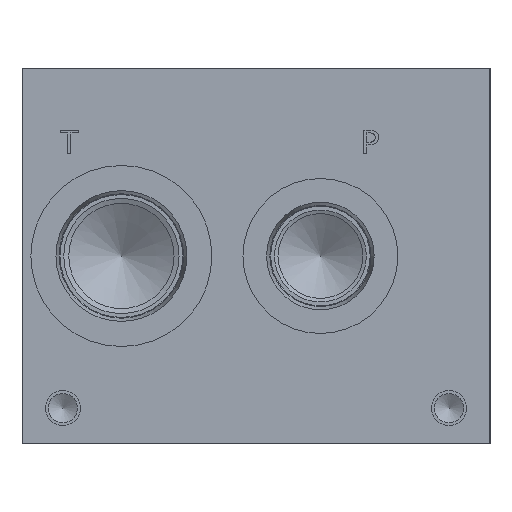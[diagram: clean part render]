
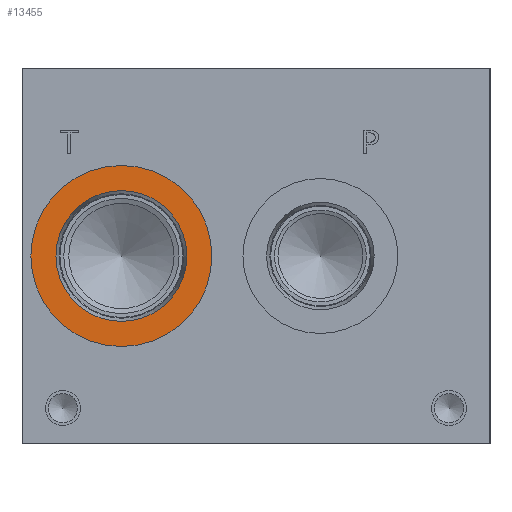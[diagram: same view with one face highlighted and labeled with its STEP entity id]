
A CAD part, left-side view. The second image highlights one B-rep face of the part: STEP entity #13455.
In plain terms, the highlighted planar face has unit normal (-1, 0, 0).
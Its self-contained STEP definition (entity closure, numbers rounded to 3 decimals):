
#333=CIRCLE('',#14165,24.562);
#334=CIRCLE('',#14166,24.562);
#335=CIRCLE('',#14168,17.755);
#336=CIRCLE('',#14169,17.755);
#657=FACE_BOUND('',#2421,.T.);
#1055=PLANE('',#14167);
#1640=FACE_OUTER_BOUND('',#2420,.T.);
#2420=EDGE_LOOP('',(#11497,#11498));
#2421=EDGE_LOOP('',(#11499,#11500));
#6346=VERTEX_POINT('',#22690);
#6347=VERTEX_POINT('',#22692);
#6348=VERTEX_POINT('',#22696);
#6349=VERTEX_POINT('',#22697);
#8141=EDGE_CURVE('',#6346,#6347,#333,.T.);
#8142=EDGE_CURVE('',#6347,#6346,#334,.T.);
#8143=EDGE_CURVE('',#6348,#6349,#335,.T.);
#8144=EDGE_CURVE('',#6349,#6348,#336,.T.);
#11497=ORIENTED_EDGE('',*,*,#8142,.F.);
#11498=ORIENTED_EDGE('',*,*,#8141,.F.);
#11499=ORIENTED_EDGE('',*,*,#8143,.T.);
#11500=ORIENTED_EDGE('',*,*,#8144,.T.);
#13455=ADVANCED_FACE('',(#1640,#657),#1055,.F.);
#14165=AXIS2_PLACEMENT_3D('',#22693,#16733,#16734);
#14166=AXIS2_PLACEMENT_3D('',#22694,#16735,#16736);
#14167=AXIS2_PLACEMENT_3D('',#22695,#16737,#16738);
#14168=AXIS2_PLACEMENT_3D('',#22698,#16739,#16740);
#14169=AXIS2_PLACEMENT_3D('',#22699,#16741,#16742);
#16733=DIRECTION('center_axis',(1.,0.,0.));
#16734=DIRECTION('ref_axis',(0.,0.,-1.));
#16735=DIRECTION('center_axis',(1.,0.,0.));
#16736=DIRECTION('ref_axis',(0.,0.,-1.));
#16737=DIRECTION('center_axis',(1.,0.,0.));
#16738=DIRECTION('ref_axis',(0.,0.,-1.));
#16739=DIRECTION('center_axis',(1.,0.,0.));
#16740=DIRECTION('ref_axis',(0.,0.,-1.));
#16741=DIRECTION('center_axis',(1.,0.,0.));
#16742=DIRECTION('ref_axis',(0.,0.,-1.));
#22690=CARTESIAN_POINT('',(0.787,100.025,26.238));
#22692=CARTESIAN_POINT('',(0.787,100.025,75.362));
#22693=CARTESIAN_POINT('Origin',(0.787,100.025,50.8));
#22694=CARTESIAN_POINT('Origin',(0.787,100.025,50.8));
#22695=CARTESIAN_POINT('Origin',(0.787,100.025,68.555));
#22696=CARTESIAN_POINT('',(0.787,100.025,68.555));
#22697=CARTESIAN_POINT('',(0.787,100.025,33.045));
#22698=CARTESIAN_POINT('Origin',(0.787,100.025,50.8));
#22699=CARTESIAN_POINT('Origin',(0.787,100.025,50.8));
